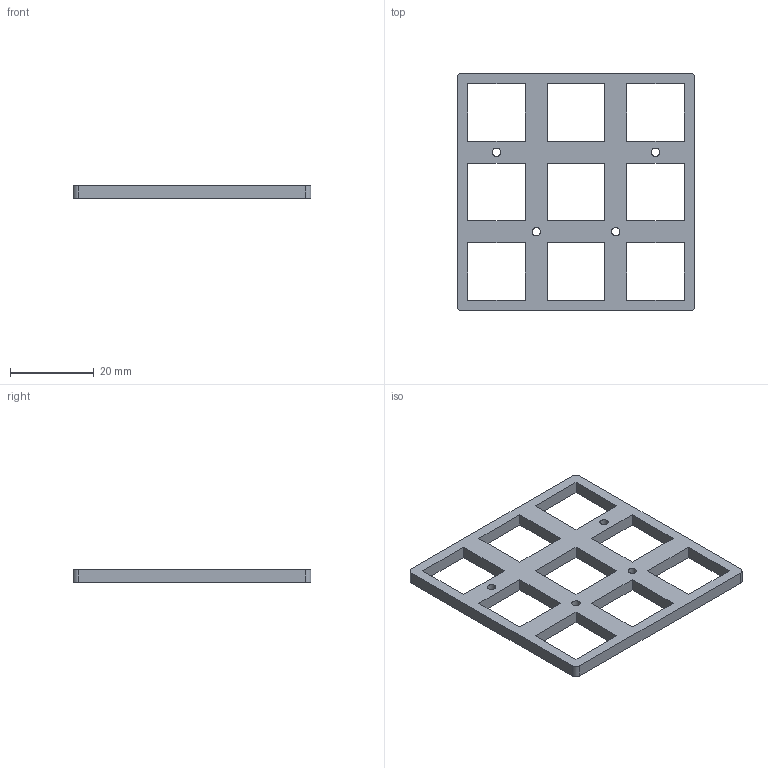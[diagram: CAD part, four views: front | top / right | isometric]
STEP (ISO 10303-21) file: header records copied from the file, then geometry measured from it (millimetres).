
FILE_DESCRIPTION(('HOOPS Exchange Step'),'2;1');
FILE_NAME('temp_export','2023-04-25T14:13:46-04:00',('mobile'),('Shapr3D Limited'),'HOOPS Exchange 2022.2','Shapr3D','Authorized');
FILE_SCHEMA( ('AUTOMOTIVE_DESIGN { 1 0 10303 214 1 1 1 1 }') );
Length unit declared in the file: millimetre
Products named in the file (1): Plate
Bounding box: 56.85 x 56.85 x 3 mm (x, y, z)
Volume: 4474.8 mm3; surface area: 5230.1 mm2
Topology: 1 solids, 1 shells, 50 faces, 144 edges, 96 vertices
Faces by surface type: plane 42, bspline 4, cylinder 4
Entity records: 2240 total; most frequent: CARTESIAN_POINT 875, ORIENTED_EDGE 288, DIRECTION 234, EDGE_CURVE 144, VECTOR 124, LINE 124, VERTEX_POINT 96, EDGE_LOOP 76
